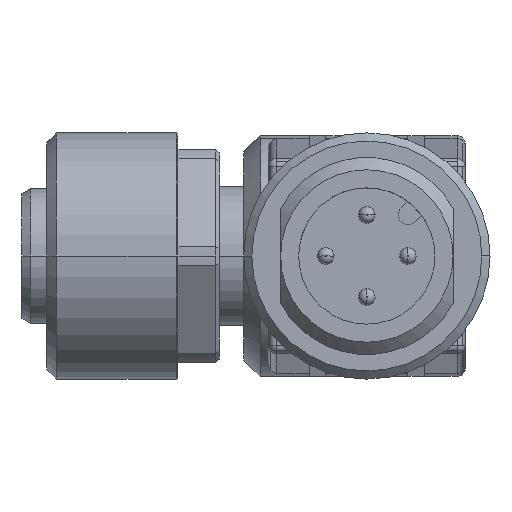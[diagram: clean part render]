
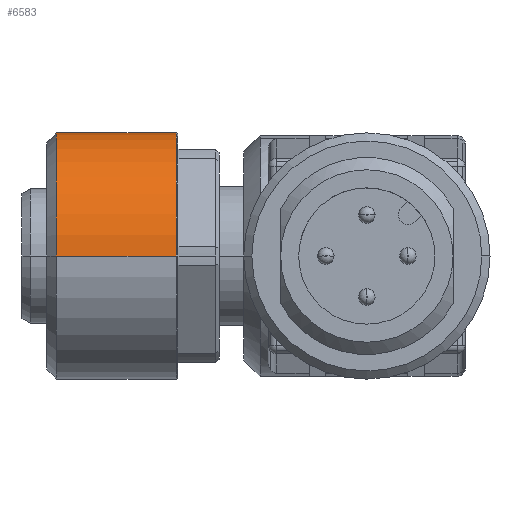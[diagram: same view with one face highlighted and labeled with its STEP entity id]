
A CAD part, left-side view. The second image highlights one B-rep face of the part: STEP entity #6583.
In plain terms, the highlighted cylindrical face has radius 7.5 mm (diameter 15 mm), a partial arc.
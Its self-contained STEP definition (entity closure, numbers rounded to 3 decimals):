
#90 = CIRCLE ( 'NONE', #110, 7.5 ) ;
#110 = AXIS2_PLACEMENT_3D ( 'NONE', #4763, #6522, #6971 ) ;
#140 = AXIS2_PLACEMENT_3D ( 'NONE', #4858, #4187, #4899 ) ;
#250 = CARTESIAN_POINT ( 'NONE',  ( -7.5, 19.95, 0. ) ) ;
#407 = ORIENTED_EDGE ( 'NONE', *, *, #6759, .F. ) ;
#447 = CARTESIAN_POINT ( 'NONE',  ( 7.5, 24.9, 0. ) ) ;
#454 = DIRECTION ( 'NONE',  ( -1., 0., 0. ) ) ;
#621 = VERTEX_POINT ( 'NONE', #7405 ) ;
#698 = FACE_OUTER_BOUND ( 'NONE', #4336, .T. ) ;
#953 = EDGE_CURVE ( 'NONE', #2862, #1914, #3378, .T. ) ;
#974 = VECTOR ( 'NONE', #6099, 1000. ) ;
#1030 = DIRECTION ( 'NONE',  ( 0., 1., 0. ) ) ;
#1118 = CIRCLE ( 'NONE', #1979, 7.5 ) ;
#1449 = DIRECTION ( 'NONE',  ( 0., 1., 0. ) ) ;
#1853 = VERTEX_POINT ( 'NONE', #447 ) ;
#1914 = VERTEX_POINT ( 'NONE', #2297 ) ;
#1935 = VERTEX_POINT ( 'NONE', #6943 ) ;
#1979 = AXIS2_PLACEMENT_3D ( 'NONE', #5044, #1030, #454 ) ;
#2048 = DIRECTION ( 'NONE',  ( 0., 1., 0. ) ) ;
#2124 = EDGE_CURVE ( 'NONE', #1935, #1853, #5573, .T. ) ;
#2132 = ORIENTED_EDGE ( 'NONE', *, *, #2387, .T. ) ;
#2297 = CARTESIAN_POINT ( 'NONE',  ( 0., 17.6, 7.5 ) ) ;
#2387 = EDGE_CURVE ( 'NONE', #1914, #1935, #90, .T. ) ;
#2507 = EDGE_CURVE ( 'NONE', #2862, #621, #6050, .T. ) ;
#2649 = AXIS2_PLACEMENT_3D ( 'NONE', #4348, #1449, #3782 ) ;
#2862 = VERTEX_POINT ( 'NONE', #5860 ) ;
#3121 = CYLINDRICAL_SURFACE ( 'NONE', #140, 7.5 ) ;
#3378 = CIRCLE ( 'NONE', #2649, 7.5 ) ;
#3782 = DIRECTION ( 'NONE',  ( -1., 0., 0. ) ) ;
#4187 = DIRECTION ( 'NONE',  ( 0., 1., 0. ) ) ;
#4336 = EDGE_LOOP ( 'NONE', ( #5463, #2132, #5704, #407, #7047 ) ) ;
#4348 = CARTESIAN_POINT ( 'NONE',  ( 0., 17.6, 0. ) ) ;
#4763 = CARTESIAN_POINT ( 'NONE',  ( 0., 17.6, 0. ) ) ;
#4858 = CARTESIAN_POINT ( 'NONE',  ( 0., 19.95, 0. ) ) ;
#4887 = CARTESIAN_POINT ( 'NONE',  ( 7.5, 19.95, 0. ) ) ;
#4899 = DIRECTION ( 'NONE',  ( -1., 0., 0. ) ) ;
#5044 = CARTESIAN_POINT ( 'NONE',  ( 0., 24.9, 0. ) ) ;
#5089 = VECTOR ( 'NONE', #2048, 1000. ) ;
#5463 = ORIENTED_EDGE ( 'NONE', *, *, #953, .T. ) ;
#5573 = LINE ( 'NONE', #4887, #974 ) ;
#5704 = ORIENTED_EDGE ( 'NONE', *, *, #2124, .T. ) ;
#5860 = CARTESIAN_POINT ( 'NONE',  ( -7.5, 17.6, 0. ) ) ;
#6050 = LINE ( 'NONE', #250, #5089 ) ;
#6099 = DIRECTION ( 'NONE',  ( 0., 1., 0. ) ) ;
#6522 = DIRECTION ( 'NONE',  ( 0., 1., 0. ) ) ;
#6583 = ADVANCED_FACE ( 'NONE', ( #698 ), #3121, .T. ) ;
#6759 = EDGE_CURVE ( 'NONE', #621, #1853, #1118, .T. ) ;
#6943 = CARTESIAN_POINT ( 'NONE',  ( 7.5, 17.6, 0. ) ) ;
#6971 = DIRECTION ( 'NONE',  ( -1., 0., 0. ) ) ;
#7047 = ORIENTED_EDGE ( 'NONE', *, *, #2507, .F. ) ;
#7405 = CARTESIAN_POINT ( 'NONE',  ( -7.5, 24.9, 0. ) ) ;
